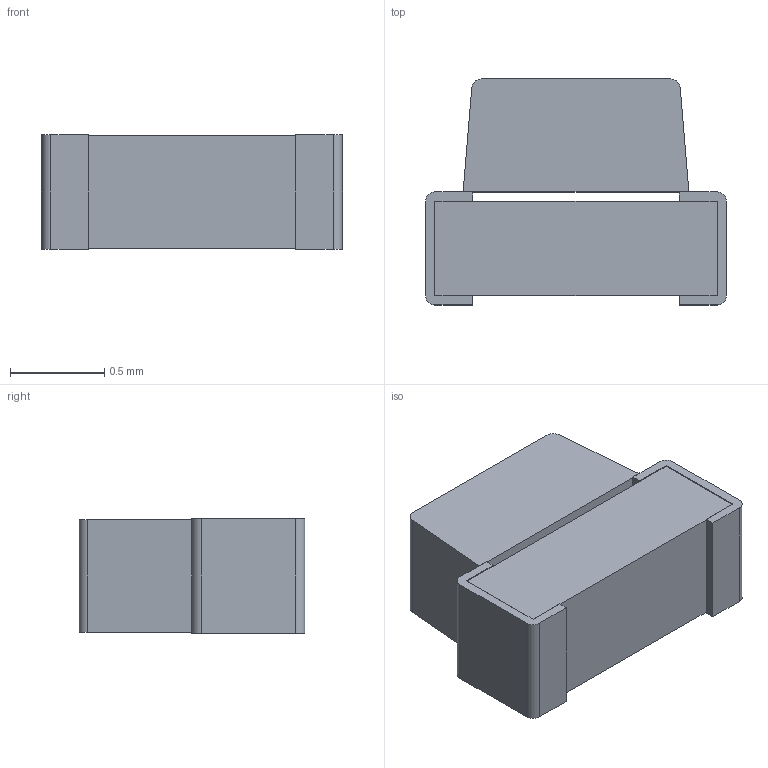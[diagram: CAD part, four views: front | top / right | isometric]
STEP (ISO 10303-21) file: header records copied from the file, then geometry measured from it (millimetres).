
FILE_DESCRIPTION(/* description */ (''),/* implementation_level */ '2;1');
FILE_NAME(/* name */ 'KPA-1606.stp',/* time_stamp */ '2022-05-21T17:39:56+03:00',/* author */ ('zerg17'),/* organization */ (''),/* preprocessor_version */ 'ST-DEVELOPER v18.1',/* originating_system */ 'Autodesk Inventor 2021',/* authorisation */ '');
FILE_SCHEMA (('AUTOMOTIVE_DESIGN { 1 0 10303 214 3 1 1 }'));
Length unit declared in the file: millimetre
Products named in the file (1): KPA-1606
Bounding box: 1.6 x 1.2 x 0.61 mm (x, y, z)
Volume: 0.9 mm3; surface area: 7.8 mm2
Topology: 1 solids, 1 shells, 42 faces, 114 edges, 72 vertices
Faces by surface type: plane 36, cylinder 6
Entity records: 1408 total; most frequent: CARTESIAN_POINT 229, ORIENTED_EDGE 228, DIRECTION 212, EDGE_CURVE 114, LINE 102, VECTOR 102, VERTEX_POINT 72, AXIS2_PLACEMENT_3D 55
